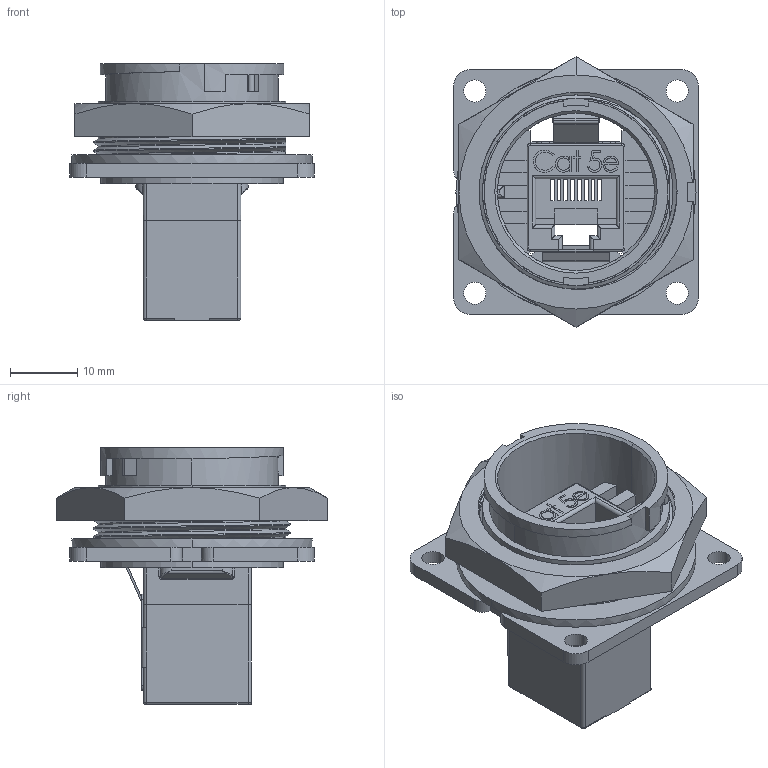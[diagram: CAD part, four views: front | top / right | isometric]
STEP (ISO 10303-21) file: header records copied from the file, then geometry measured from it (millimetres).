
FILE_DESCRIPTION (( 'STEP AP203' ), '1' );
FILE_NAME ('DCP-RJ5SB-F.STEP', '2016-05-11T15:09:58', ( '' ), ( '' ), 'SwSTEP 2.0', 'SolidWorks 2014', '' );
FILE_SCHEMA (( 'CONFIG_CONTROL_DESIGN' ));
Length unit declared in the file: inch
Products named in the file (2): DCP-RJ5SB-F
Bounding box: 36.53 x 40.33 x 38.23 mm (x, y, z)
Volume: 11475.9 mm3; surface area: 11713.1 mm2
Topology: 2 solids, 6 shells, 589 faces, 1601 edges, 1024 vertices
Faces by surface type: plane 323, cylinder 140, bspline 109, cone 9, torus 8
Entity records: 27147 total; most frequent: CARTESIAN_POINT 13101, ORIENTED_EDGE 3190, DIRECTION 2472, EDGE_CURVE 1595, VERTEX_POINT 1024, VECTOR 1018, LINE 1018, AXIS2_PLACEMENT_3D 727
